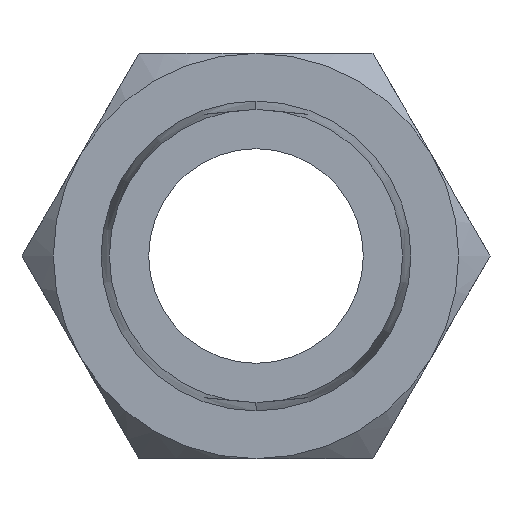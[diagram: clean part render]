
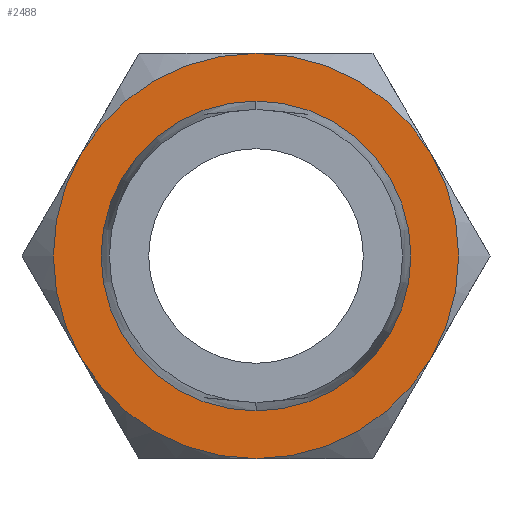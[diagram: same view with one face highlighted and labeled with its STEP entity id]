
A CAD part, left-side view. The second image highlights one B-rep face of the part: STEP entity #2488.
In plain terms, the highlighted planar face has unit normal (-1, 0, 0).
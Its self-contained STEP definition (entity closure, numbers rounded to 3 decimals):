
#39 = CARTESIAN_POINT ( 'NONE',  ( 10., -7.361, 4.25 ) ) ;
#87 = AXIS2_PLACEMENT_3D ( 'NONE', #2699, #2301, #894 ) ;
#370 = EDGE_CURVE ( 'NONE', #700, #2815, #3125, .T. ) ;
#384 = CARTESIAN_POINT ( 'NONE',  ( 10., -7.361, -4.25 ) ) ;
#504 = EDGE_LOOP ( 'NONE', ( #3066, #595, #4173, #2572, #686, #1583 ) ) ;
#514 = CARTESIAN_POINT ( 'NONE',  ( 10., 7.361, -4.25 ) ) ;
#518 = EDGE_CURVE ( 'NONE', #2150, #6050, #568, .T. ) ;
#538 = DIRECTION ( 'NONE',  ( -1., 0., 0. ) ) ;
#568 = CIRCLE ( 'NONE', #3819, 8.5 ) ;
#595 = ORIENTED_EDGE ( 'NONE', *, *, #1019, .F. ) ;
#652 = AXIS2_PLACEMENT_3D ( 'NONE', #886, #5595, #6085 ) ;
#686 = ORIENTED_EDGE ( 'NONE', *, *, #2216, .T. ) ;
#692 = DIRECTION ( 'NONE',  ( 1., 0., 0. ) ) ;
#700 = VERTEX_POINT ( 'NONE', #514 ) ;
#812 = ORIENTED_EDGE ( 'NONE', *, *, #3823, .F. ) ;
#831 = EDGE_CURVE ( 'NONE', #6050, #3119, #2523, .T. ) ;
#886 = CARTESIAN_POINT ( 'NONE',  ( 10., 0., 0. ) ) ;
#894 = DIRECTION ( 'NONE',  ( 0., 0., 1. ) ) ;
#963 = AXIS2_PLACEMENT_3D ( 'NONE', #4783, #5189, #2290 ) ;
#970 = DIRECTION ( 'NONE',  ( 0., 0., -1. ) ) ;
#1019 = EDGE_CURVE ( 'NONE', #3119, #1821, #1176, .T. ) ;
#1038 = CARTESIAN_POINT ( 'NONE',  ( 10., 0., 8.5 ) ) ;
#1098 = CARTESIAN_POINT ( 'NONE',  ( 10., 0., -8.5 ) ) ;
#1158 = DIRECTION ( 'NONE',  ( 0., 0., 1. ) ) ;
#1176 = CIRCLE ( 'NONE', #652, 8.5 ) ;
#1355 = CIRCLE ( 'NONE', #1943, 8.5 ) ;
#1417 = CARTESIAN_POINT ( 'NONE',  ( 10., 0., 6.5 ) ) ;
#1461 = FACE_OUTER_BOUND ( 'NONE', #504, .T. ) ;
#1510 = EDGE_LOOP ( 'NONE', ( #1627, #812 ) ) ;
#1583 = ORIENTED_EDGE ( 'NONE', *, *, #370, .F. ) ;
#1587 = DIRECTION ( 'NONE',  ( -1., 0., 0. ) ) ;
#1627 = ORIENTED_EDGE ( 'NONE', *, *, #4504, .F. ) ;
#1632 = DIRECTION ( 'NONE',  ( 1., 0., 0. ) ) ;
#1821 = VERTEX_POINT ( 'NONE', #1098 ) ;
#1862 = DIRECTION ( 'NONE',  ( 1., 0., 0. ) ) ;
#1943 = AXIS2_PLACEMENT_3D ( 'NONE', #4761, #538, #5720 ) ;
#2048 = AXIS2_PLACEMENT_3D ( 'NONE', #3864, #2943, #2479 ) ;
#2150 = VERTEX_POINT ( 'NONE', #1038 ) ;
#2216 = EDGE_CURVE ( 'NONE', #2150, #2815, #1355, .T. ) ;
#2290 = DIRECTION ( 'NONE',  ( 0., 0., -1. ) ) ;
#2301 = DIRECTION ( 'NONE',  ( -1., 0., 0. ) ) ;
#2456 = EDGE_CURVE ( 'NONE', #1821, #700, #6072, .T. ) ;
#2479 = DIRECTION ( 'NONE',  ( 0., 0., -1. ) ) ;
#2488 = ADVANCED_FACE ( 'NONE', ( #5649, #1461 ), #6080, .F. ) ;
#2523 = CIRCLE ( 'NONE', #2048, 8.5 ) ;
#2526 = AXIS2_PLACEMENT_3D ( 'NONE', #5159, #1862, #970 ) ;
#2572 = ORIENTED_EDGE ( 'NONE', *, *, #518, .F. ) ;
#2637 = AXIS2_PLACEMENT_3D ( 'NONE', #3924, #1587, #1158 ) ;
#2660 = CARTESIAN_POINT ( 'NONE',  ( 10., 0., 0. ) ) ;
#2699 = CARTESIAN_POINT ( 'NONE',  ( 10., 0., 0. ) ) ;
#2742 = CIRCLE ( 'NONE', #87, 6.5 ) ;
#2815 = VERTEX_POINT ( 'NONE', #3624 ) ;
#2943 = DIRECTION ( 'NONE',  ( 1., 0., 0. ) ) ;
#3066 = ORIENTED_EDGE ( 'NONE', *, *, #2456, .F. ) ;
#3119 = VERTEX_POINT ( 'NONE', #384 ) ;
#3125 = CIRCLE ( 'NONE', #3517, 8.5 ) ;
#3220 = VERTEX_POINT ( 'NONE', #1417 ) ;
#3517 = AXIS2_PLACEMENT_3D ( 'NONE', #2660, #692, #4979 ) ;
#3624 = CARTESIAN_POINT ( 'NONE',  ( 10., 7.361, 4.25 ) ) ;
#3819 = AXIS2_PLACEMENT_3D ( 'NONE', #3873, #1632, #4864 ) ;
#3823 = EDGE_CURVE ( 'NONE', #4126, #3220, #4705, .T. ) ;
#3864 = CARTESIAN_POINT ( 'NONE',  ( 10., 0., 0. ) ) ;
#3873 = CARTESIAN_POINT ( 'NONE',  ( 10., 0., 0. ) ) ;
#3924 = CARTESIAN_POINT ( 'NONE',  ( 10., 0., 0. ) ) ;
#4126 = VERTEX_POINT ( 'NONE', #5434 ) ;
#4173 = ORIENTED_EDGE ( 'NONE', *, *, #831, .F. ) ;
#4504 = EDGE_CURVE ( 'NONE', #3220, #4126, #2742, .T. ) ;
#4705 = CIRCLE ( 'NONE', #2637, 6.5 ) ;
#4761 = CARTESIAN_POINT ( 'NONE',  ( 10., 0., 0. ) ) ;
#4783 = CARTESIAN_POINT ( 'NONE',  ( 10., 0., 0. ) ) ;
#4864 = DIRECTION ( 'NONE',  ( 0., 0., -1. ) ) ;
#4979 = DIRECTION ( 'NONE',  ( 0., 0., -1. ) ) ;
#5159 = CARTESIAN_POINT ( 'NONE',  ( 10., 0., 0. ) ) ;
#5189 = DIRECTION ( 'NONE',  ( 1., 0., 0. ) ) ;
#5434 = CARTESIAN_POINT ( 'NONE',  ( 10., 0., -6.5 ) ) ;
#5595 = DIRECTION ( 'NONE',  ( 1., 0., 0. ) ) ;
#5649 = FACE_BOUND ( 'NONE', #1510, .T. ) ;
#5720 = DIRECTION ( 'NONE',  ( 0., 0., 1. ) ) ;
#6050 = VERTEX_POINT ( 'NONE', #39 ) ;
#6072 = CIRCLE ( 'NONE', #963, 8.5 ) ;
#6080 = PLANE ( 'NONE',  #2526 ) ;
#6085 = DIRECTION ( 'NONE',  ( 0., 0., -1. ) ) ;
